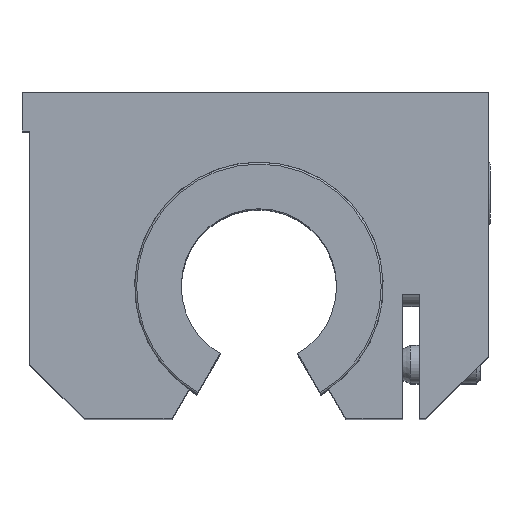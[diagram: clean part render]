
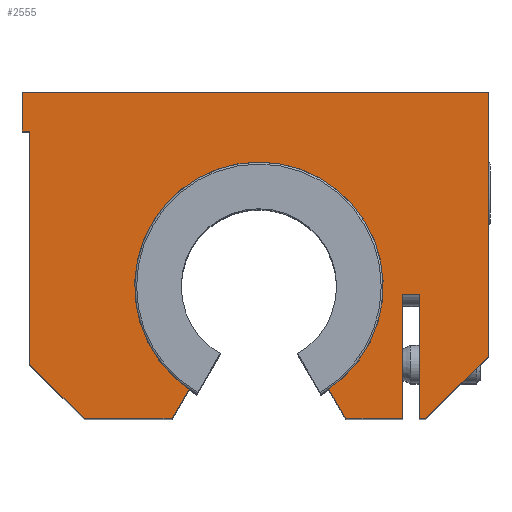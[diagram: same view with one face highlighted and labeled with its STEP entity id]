
A CAD part, top view. The second image highlights one B-rep face of the part: STEP entity #2555.
In plain terms, the highlighted planar face has unit normal (0, 0, 1).
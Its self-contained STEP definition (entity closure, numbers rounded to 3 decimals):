
#173=PLANE('',#2876);
#310=FACE_OUTER_BOUND('',#486,.T.);
#486=EDGE_LOOP('',(#2281,#2282,#2283,#2284,#2285,#2286,#2287,#2288,#2289,
#2290,#2291,#2292,#2293,#2294,#2295,#2296));
#521=LINE('',#3788,#746);
#591=LINE('',#4015,#816);
#592=LINE('',#4018,#817);
#611=LINE('',#4093,#836);
#617=LINE('',#4106,#842);
#624=LINE('',#4199,#849);
#675=LINE('',#4401,#900);
#677=LINE('',#4405,#902);
#685=LINE('',#4421,#910);
#693=LINE('',#4438,#918);
#694=LINE('',#4442,#919);
#696=LINE('',#4446,#921);
#699=LINE('',#4454,#924);
#702=LINE('',#4458,#927);
#703=LINE('',#4461,#928);
#746=VECTOR('',#3017,10.);
#816=VECTOR('',#3251,10.);
#817=VECTOR('',#3254,10.);
#836=VECTOR('',#3337,10.);
#842=VECTOR('',#3345,10.);
#849=VECTOR('',#3362,10.);
#900=VECTOR('',#3529,10.);
#902=VECTOR('',#3533,10.);
#910=VECTOR('',#3549,10.);
#918=VECTOR('',#3567,10.);
#919=VECTOR('',#3572,10.);
#921=VECTOR('',#3576,10.);
#924=VECTOR('',#3585,10.);
#927=VECTOR('',#3590,10.);
#928=VECTOR('',#3595,10.);
#1048=CIRCLE('',#2871,16.);
#1095=VERTEX_POINT('',#3785);
#1096=VERTEX_POINT('',#3787);
#1168=VERTEX_POINT('',#4008);
#1171=VERTEX_POINT('',#4013);
#1172=VERTEX_POINT('',#4017);
#1196=VERTEX_POINT('',#4091);
#1201=VERTEX_POINT('',#4103);
#1202=VERTEX_POINT('',#4105);
#1211=VERTEX_POINT('',#4198);
#1262=VERTEX_POINT('',#4399);
#1263=VERTEX_POINT('',#4403);
#1267=VERTEX_POINT('',#4419);
#1272=VERTEX_POINT('',#4441);
#1273=VERTEX_POINT('',#4445);
#1274=VERTEX_POINT('',#4449);
#1275=VERTEX_POINT('',#4453);
#1343=EDGE_CURVE('',#1095,#1096,#521,.T.);
#1452=EDGE_CURVE('',#1171,#1168,#591,.T.);
#1453=EDGE_CURVE('',#1172,#1168,#592,.T.);
#1490=EDGE_CURVE('',#1196,#1095,#611,.T.);
#1496=EDGE_CURVE('',#1201,#1202,#617,.T.);
#1509=EDGE_CURVE('',#1096,#1211,#624,.T.);
#1590=EDGE_CURVE('',#1262,#1171,#675,.T.);
#1592=EDGE_CURVE('',#1263,#1262,#677,.T.);
#1600=EDGE_CURVE('',#1267,#1196,#685,.T.);
#1609=EDGE_CURVE('',#1202,#1267,#693,.T.);
#1610=EDGE_CURVE('',#1211,#1272,#694,.T.);
#1612=EDGE_CURVE('',#1272,#1273,#696,.T.);
#1614=EDGE_CURVE('',#1273,#1274,#1048,.T.);
#1616=EDGE_CURVE('',#1274,#1275,#699,.T.);
#1619=EDGE_CURVE('',#1275,#1263,#702,.T.);
#1620=EDGE_CURVE('',#1172,#1201,#703,.T.);
#2281=ORIENTED_EDGE('',*,*,#1496,.F.);
#2282=ORIENTED_EDGE('',*,*,#1620,.F.);
#2283=ORIENTED_EDGE('',*,*,#1453,.T.);
#2284=ORIENTED_EDGE('',*,*,#1452,.F.);
#2285=ORIENTED_EDGE('',*,*,#1590,.F.);
#2286=ORIENTED_EDGE('',*,*,#1592,.F.);
#2287=ORIENTED_EDGE('',*,*,#1619,.F.);
#2288=ORIENTED_EDGE('',*,*,#1616,.F.);
#2289=ORIENTED_EDGE('',*,*,#1614,.F.);
#2290=ORIENTED_EDGE('',*,*,#1612,.F.);
#2291=ORIENTED_EDGE('',*,*,#1610,.F.);
#2292=ORIENTED_EDGE('',*,*,#1509,.F.);
#2293=ORIENTED_EDGE('',*,*,#1343,.F.);
#2294=ORIENTED_EDGE('',*,*,#1490,.F.);
#2295=ORIENTED_EDGE('',*,*,#1600,.F.);
#2296=ORIENTED_EDGE('',*,*,#1609,.F.);
#2555=ADVANCED_FACE('',(#310),#173,.T.);
#2871=AXIS2_PLACEMENT_3D('',#4450,#3580,#3581);
#2876=AXIS2_PLACEMENT_3D('',#4462,#3596,#3597);
#3017=DIRECTION('',(-1.,0.,0.));
#3251=DIRECTION('',(-1.,0.,0.));
#3254=DIRECTION('',(0.,-1.,0.));
#3337=DIRECTION('',(0.,1.,0.));
#3345=DIRECTION('',(0.,-1.,0.));
#3362=DIRECTION('',(0.,-1.,0.));
#3529=DIRECTION('',(0.,1.,0.));
#3533=DIRECTION('',(-0.707,0.707,0.));
#3549=DIRECTION('',(-1.,0.,0.));
#3567=DIRECTION('',(-0.707,-0.707,0.));
#3572=DIRECTION('',(-1.,0.,0.));
#3576=DIRECTION('',(-0.5,0.866,0.));
#3580=DIRECTION('center_axis',(0.,0.,1.));
#3581=DIRECTION('ref_axis',(0.563,-0.827,0.));
#3585=DIRECTION('',(-0.5,-0.866,0.));
#3590=DIRECTION('',(-1.,0.,0.));
#3595=DIRECTION('',(1.,0.,0.));
#3596=DIRECTION('center_axis',(0.,0.,1.));
#3597=DIRECTION('ref_axis',(1.,0.,0.));
#3785=CARTESIAN_POINT('',(20.65,-5.,52.));
#3787=CARTESIAN_POINT('',(18.5,-5.,52.));
#3788=CARTESIAN_POINT('',(20.65,-5.,52.));
#4008=CARTESIAN_POINT('',(-30.5,16.,52.));
#4013=CARTESIAN_POINT('',(-29.5,16.,52.));
#4015=CARTESIAN_POINT('',(-29.5,16.,52.));
#4017=CARTESIAN_POINT('',(-30.5,21.,52.));
#4018=CARTESIAN_POINT('',(-30.5,-14.,52.));
#4091=CARTESIAN_POINT('',(20.65,-21.,52.));
#4093=CARTESIAN_POINT('',(20.65,-21.,52.));
#4103=CARTESIAN_POINT('',(29.5,21.,52.));
#4105=CARTESIAN_POINT('',(29.5,-13.,52.));
#4106=CARTESIAN_POINT('',(29.5,21.,52.));
#4198=CARTESIAN_POINT('',(18.5,-21.,52.));
#4199=CARTESIAN_POINT('',(18.5,-5.,52.));
#4399=CARTESIAN_POINT('',(-29.5,-14.,52.));
#4401=CARTESIAN_POINT('',(-29.5,-14.,52.));
#4403=CARTESIAN_POINT('',(-22.5,-21.,52.));
#4405=CARTESIAN_POINT('',(-22.5,-21.,52.));
#4419=CARTESIAN_POINT('',(21.5,-21.,52.));
#4421=CARTESIAN_POINT('',(21.5,-21.,52.));
#4438=CARTESIAN_POINT('',(29.5,-13.,52.));
#4441=CARTESIAN_POINT('',(11.177,-21.,52.));
#4442=CARTESIAN_POINT('',(18.5,-21.,52.));
#4445=CARTESIAN_POINT('',(9.,-17.229,52.));
#4446=CARTESIAN_POINT('',(11.177,-21.,52.));
#4449=CARTESIAN_POINT('',(-9.,-17.229,52.));
#4450=CARTESIAN_POINT('Origin',(0.,-4.,52.));
#4453=CARTESIAN_POINT('',(-11.177,-21.,52.));
#4454=CARTESIAN_POINT('',(-9.,-17.229,52.));
#4458=CARTESIAN_POINT('',(-11.177,-21.,52.));
#4461=CARTESIAN_POINT('',(-29.5,21.,52.));
#4462=CARTESIAN_POINT('Origin',(2.068,-0.13,52.));
